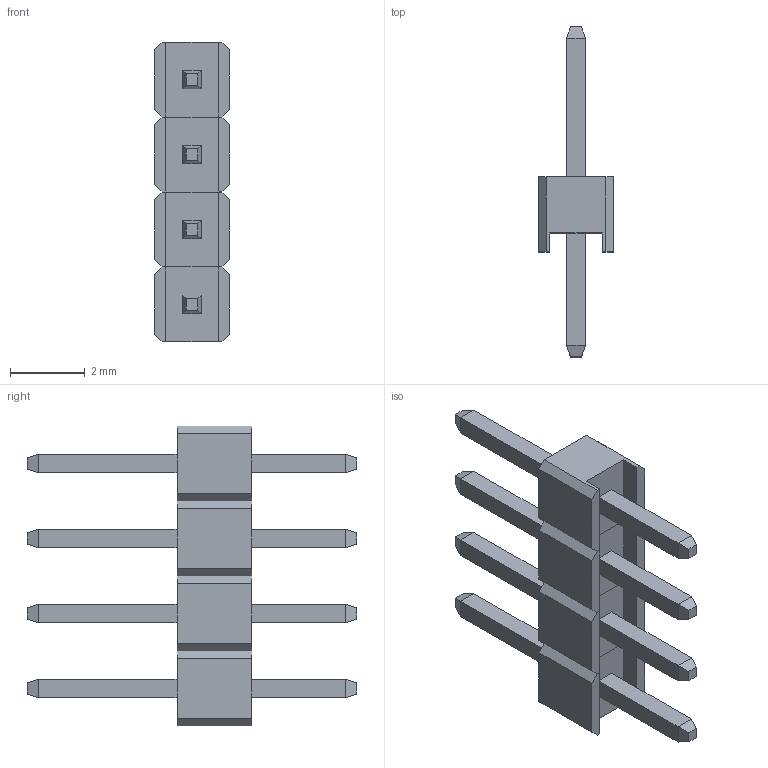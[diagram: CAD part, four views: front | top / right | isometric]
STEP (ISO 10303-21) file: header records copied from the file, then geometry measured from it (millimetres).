
FILE_DESCRIPTION (( 'STEP AP214' ), '1' );
FILE_NAME ('User Library-pls2-4_asm.STEP', '2021-07-27T08:02:05', ( '' ), ( '' ), 'SwSTEP 2.0', 'SolidWorks 2021', '' );
FILE_SCHEMA (( 'AUTOMOTIVE_DESIGN' ));
Length unit declared in the file: millimetre
Products named in the file (5): PLS2-1_1; PLS2-1_2; PLS2-1; PLS2-1_3; User Library-pls2-4_asm
Assembly tree (4 placements, depth 2):
  User Library-pls2-4_asm
    PLS2-1
    PLS2-1_1
    PLS2-1_2
    PLS2-1_3
Bounding box: 2 x 8.8 x 8 mm (x, y, z)
Volume: 32.9 mm3; surface area: 150.4 mm2
Topology: 4 solids, 4 shells, 128 faces, 304 edges, 192 vertices
Faces by surface type: plane 128
Entity records: 4386 total; most frequent: CARTESIAN_POINT 631, ORIENTED_EDGE 608, DIRECTION 574, LINE 304, VECTOR 304, EDGE_CURVE 304, VERTEX_POINT 192, EDGE_LOOP 136
